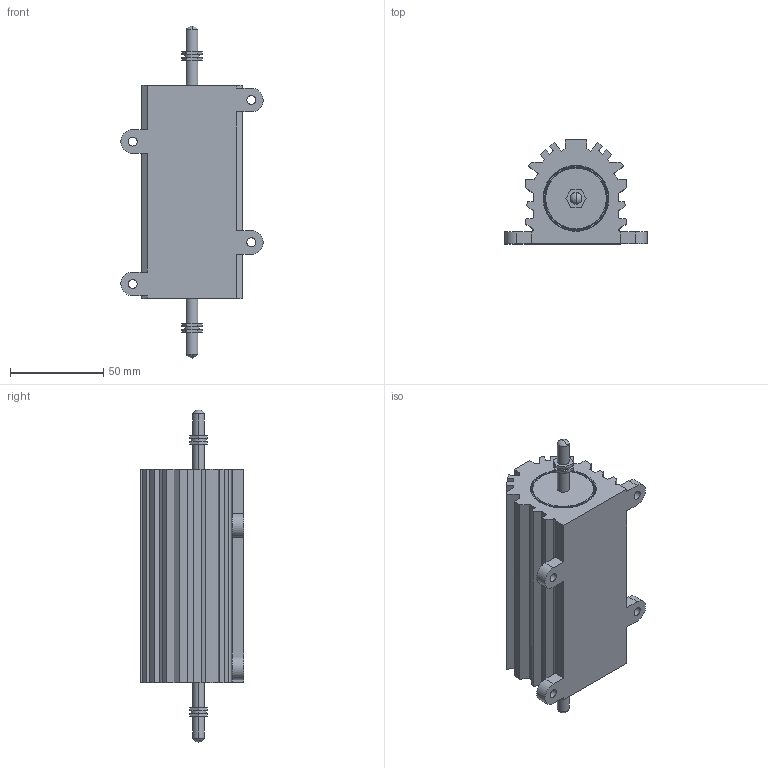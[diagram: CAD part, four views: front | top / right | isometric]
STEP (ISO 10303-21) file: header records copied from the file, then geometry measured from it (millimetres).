
FILE_DESCRIPTION (( 'STEP AP214' ), '1' );
FILE_NAME ('RH-NH250.STEP', '2014-04-01T14:05:30', ( '' ), ( '' ), 'SwSTEP 2.0', 'SolidWorks 2012', '' );
FILE_SCHEMA (( 'AUTOMOTIVE_DESIGN' ));
Length unit declared in the file: millimetre
Products named in the file (1): RH-NH250
Bounding box: 76.2 x 55.58 x 177.8 mm (x, y, z)
Volume: 283041.9 mm3; surface area: 39917.9 mm2
Topology: 1 solids, 1 shells, 165 faces, 425 edges, 276 vertices
Faces by surface type: plane 108, cylinder 37, torus 16, sphere 4
Entity records: 6862 total; most frequent: DIRECTION 871, CARTESIAN_POINT 867, ORIENTED_EDGE 850, EDGE_CURVE 425, LINE 311, VECTOR 311, AXIS2_PLACEMENT_3D 280, VERTEX_POINT 276
